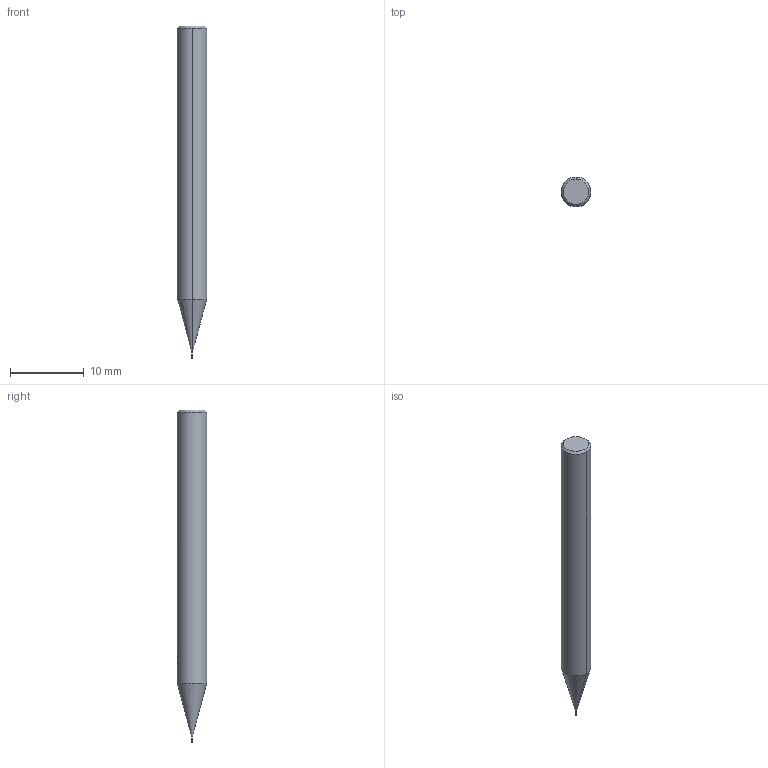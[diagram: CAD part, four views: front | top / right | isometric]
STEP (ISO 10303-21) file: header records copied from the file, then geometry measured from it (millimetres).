
FILE_DESCRIPTION(('no description'),'unknown implementation level');
FILE_NAME('solidvy9icODT2lOIC_8eGq1oX2JrsWg_1.STP',' ',('CIM GmbH Aachen'),('CADClick - KiM GmbH - www.kimweb.de'),'unknown preprocess','ACIS','unknown authorization');
FILE_SCHEMA(('automotive_design'));
Length unit declared in the file: millimetre
Products named in the file (2): 1; 2
Bounding box: 4 x 4 x 45 mm (x, y, z)
Volume: 496.5 mm3; surface area: 525.5 mm2
Topology: 2 solids, 2 shells, 70 faces, 201 edges, 129 vertices
Faces by surface type: plane 21, bspline 16, cylinder 15, revolution 10, cone 8
Entity records: 6772 total; most frequent: CARTESIAN_POINT 2979, STYLED_ITEM 392, PRESENTATION_STYLE_ASSIGNMENT 392, COLOUR_RGB 392, ORIENTED_EDGE 382, DIRECTION 240, EDGE_CURVE 191, CURVE_STYLE 191
